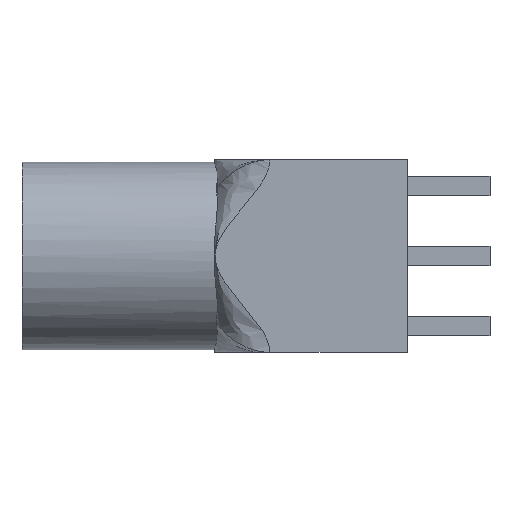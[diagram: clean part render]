
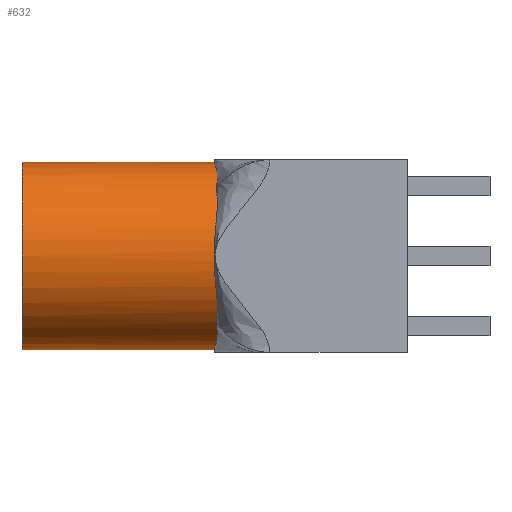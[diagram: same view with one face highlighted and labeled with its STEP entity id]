
A CAD part, left-side view. The second image highlights one B-rep face of the part: STEP entity #632.
In plain terms, the highlighted cylindrical face has radius 3.4 mm (diameter 6.8 mm), a partial arc.
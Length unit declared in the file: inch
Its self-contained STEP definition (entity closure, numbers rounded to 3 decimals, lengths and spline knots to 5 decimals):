
#4 = CARTESIAN_POINT ( 'NONE',  ( -0.13203, 0.27559, -0.02203 ) ) ;
#24 = AXIS2_PLACEMENT_3D ( 'NONE', #2462, #2072, #1058 ) ;
#35 = CARTESIAN_POINT ( 'NONE',  ( -0.02203, 0.27559, 0.13203 ) ) ;
#39 = CARTESIAN_POINT ( 'NONE',  ( 0., 0.55118, -0.13386 ) ) ;
#63 = CARTESIAN_POINT ( 'NONE',  ( -0.12486, 0.2734, -0.04875 ) ) ;
#68 = ORIENTED_EDGE ( 'NONE', *, *, #127, .T. ) ;
#122 = CARTESIAN_POINT ( 'NONE',  ( -0.09465, 0.27305, -0.09465 ) ) ;
#127 = EDGE_CURVE ( 'NONE', #2308, #1948, #418, .T. ) ;
#160 = ORIENTED_EDGE ( 'NONE', *, *, #2108, .T. ) ;
#184 = CARTESIAN_POINT ( 'NONE',  ( -0.09465, 0.27305, 0.09465 ) ) ;
#186 = DIRECTION ( 'NONE',  ( 0., 0., 1. ) ) ;
#210 = DIRECTION ( 'NONE',  ( 0., -1., 0. ) ) ;
#268 = CIRCLE ( 'NONE', #1821, 0.13386 ) ;
#343 = ORIENTED_EDGE ( 'NONE', *, *, #1655, .F. ) ;
#379 = CARTESIAN_POINT ( 'NONE',  ( -0.10406, 0.27208, 0.08449 ) ) ;
#397 = CARTESIAN_POINT ( 'NONE',  ( -0.1292, 0.27478, 0.03567 ) ) ;
#403 = EDGE_CURVE ( 'NONE', #1948, #1833, #820, .T. ) ;
#418 = B_SPLINE_CURVE_WITH_KNOTS ( 'NONE', 3,
 ( #1886, #1279, #886, #2100, #1488, #2298, #494, #2327, #1836, #35 ),
 .UNSPECIFIED., .F., .F.,
 ( 4, 2, 2, 2, 4 ),
 ( 0., 0.00053, 0.00106, 0.00159, 0.00211 ),
 .UNSPECIFIED. ) ;
#443 = EDGE_CURVE ( 'NONE', #2347, #1239, #2545, .T. ) ;
#473 = VERTEX_POINT ( 'NONE', #2328 ) ;
#494 = CARTESIAN_POINT ( 'NONE',  ( -0.04875, 0.2734, 0.12486 ) ) ;
#525 = CARTESIAN_POINT ( 'NONE',  ( -0.02203, 0.27559, -0.13203 ) ) ;
#549 = EDGE_CURVE ( 'NONE', #1239, #2308, #1980, .T. ) ;
#556 = CIRCLE ( 'NONE', #2536, 0.13386 ) ;
#564 = DIRECTION ( 'NONE',  ( 0., 1., 0. ) ) ;
#575 = CARTESIAN_POINT ( 'NONE',  ( 0., 0.55118, 0.13386 ) ) ;
#576 = CARTESIAN_POINT ( 'NONE',  ( -0.1122, 0.2718, 0.07333 ) ) ;
#581 = CARTESIAN_POINT ( 'NONE',  ( -0.13203, 0.27559, -0.02203 ) ) ;
#604 = CARTESIAN_POINT ( 'NONE',  ( 0., 0.55118, 0. ) ) ;
#632 = ADVANCED_FACE ( 'NONE', ( #1804 ), #1828, .T. ) ;
#649 = ORIENTED_EDGE ( 'NONE', *, *, #549, .T. ) ;
#659 = CARTESIAN_POINT ( 'NONE',  ( -0.1222, 0.27274, -0.05507 ) ) ;
#775 = CARTESIAN_POINT ( 'NONE',  ( -0.13088, 0.27559, 0.02891 ) ) ;
#796 = CARTESIAN_POINT ( 'NONE',  ( 0., 0.55118, 0.13386 ) ) ;
#820 = CIRCLE ( 'NONE', #24, 0.13386 ) ;
#821 = LINE ( 'NONE', #2182, #1520 ) ;
#878 = AXIS2_PLACEMENT_3D ( 'NONE', #604, #1416, #1656 ) ;
#886 = CARTESIAN_POINT ( 'NONE',  ( -0.08447, 0.27208, 0.10407 ) ) ;
#1012 = CARTESIAN_POINT ( 'NONE',  ( -0.11226, 0.2718, -0.07324 ) ) ;
#1058 = DIRECTION ( 'NONE',  ( 0., 0., 1. ) ) ;
#1071 = CARTESIAN_POINT ( 'NONE',  ( 0., 0.27559, 0.13386 ) ) ;
#1129 = CARTESIAN_POINT ( 'NONE',  ( -0.08449, 0.27208, -0.10406 ) ) ;
#1147 = ORIENTED_EDGE ( 'NONE', *, *, #1665, .T. ) ;
#1160 = VERTEX_POINT ( 'NONE', #2037 ) ;
#1166 = CARTESIAN_POINT ( 'NONE',  ( -0.09957, 0.27249, 0.08974 ) ) ;
#1169 = CARTESIAN_POINT ( 'NONE',  ( 0., 0.27559, 0. ) ) ;
#1197 = VERTEX_POINT ( 'NONE', #1699 ) ;
#1236 = ORIENTED_EDGE ( 'NONE', *, *, #2274, .T. ) ;
#1239 = VERTEX_POINT ( 'NONE', #1454 ) ;
#1279 = CARTESIAN_POINT ( 'NONE',  ( -0.08974, 0.27249, 0.09957 ) ) ;
#1282 = CARTESIAN_POINT ( 'NONE',  ( -0.09465, 0.27305, 0.09465 ) ) ;
#1322 = ORIENTED_EDGE ( 'NONE', *, *, #443, .T. ) ;
#1416 = DIRECTION ( 'NONE',  ( 0., -1., 0. ) ) ;
#1427 = B_SPLINE_CURVE_WITH_KNOTS ( 'NONE', 3,
 ( #525, #1916, #1726, #2546, #1718, #2130, #1894, #1129, #1929, #122 ),
 .UNSPECIFIED., .F., .F.,
 ( 4, 2, 2, 2, 4 ),
 ( 0., 0.00053, 0.00106, 0.00159, 0.00212 ),
 .UNSPECIFIED. ) ;
#1435 = B_SPLINE_CURVE_WITH_KNOTS ( 'NONE', 3,
 ( #1654, #1465, #2067, #1012, #2466, #659, #63, #1809, #2454, #4 ),
 .UNSPECIFIED., .F., .F.,
 ( 4, 2, 2, 2, 4 ),
 ( 0., 0.00053, 0.00106, 0.00159, 0.00211 ),
 .UNSPECIFIED. ) ;
#1454 = CARTESIAN_POINT ( 'NONE',  ( -0.13203, 0.27559, 0.02203 ) ) ;
#1465 = CARTESIAN_POINT ( 'NONE',  ( -0.09957, 0.27249, -0.08974 ) ) ;
#1488 = CARTESIAN_POINT ( 'NONE',  ( -0.06729, 0.27194, 0.11592 ) ) ;
#1520 = VECTOR ( 'NONE', #2405, 39.37008 ) ;
#1599 = CARTESIAN_POINT ( 'NONE',  ( -0.13203, 0.27559, 0.02203 ) ) ;
#1601 = DIRECTION ( 'NONE',  ( 0., 1., 0. ) ) ;
#1617 = EDGE_CURVE ( 'NONE', #473, #1160, #1427, .T. ) ;
#1654 = CARTESIAN_POINT ( 'NONE',  ( -0.09465, 0.27305, -0.09465 ) ) ;
#1655 = EDGE_CURVE ( 'NONE', #2245, #2185, #268, .T. ) ;
#1656 = DIRECTION ( 'NONE',  ( 0., 0., -1. ) ) ;
#1665 = EDGE_CURVE ( 'NONE', #1197, #473, #556, .T. ) ;
#1674 = ORIENTED_EDGE ( 'NONE', *, *, #403, .T. ) ;
#1699 = CARTESIAN_POINT ( 'NONE',  ( 0., 0.27559, -0.13386 ) ) ;
#1718 = CARTESIAN_POINT ( 'NONE',  ( -0.05506, 0.27274, -0.12221 ) ) ;
#1726 = CARTESIAN_POINT ( 'NONE',  ( -0.03567, 0.27478, -0.1292 ) ) ;
#1787 = CARTESIAN_POINT ( 'NONE',  ( -0.12487, 0.27341, 0.04872 ) ) ;
#1792 = EDGE_LOOP ( 'NONE', ( #2393, #343, #160, #1147, #2329, #1236, #1322, #649, #68, #1674 ) ) ;
#1804 = FACE_OUTER_BOUND ( 'NONE', #1792, .T. ) ;
#1809 = CARTESIAN_POINT ( 'NONE',  ( -0.12921, 0.27478, -0.03565 ) ) ;
#1821 = AXIS2_PLACEMENT_3D ( 'NONE', #2217, #1601, #186 ) ;
#1828 = CYLINDRICAL_SURFACE ( 'NONE', #878, 0.13386 ) ;
#1833 = VERTEX_POINT ( 'NONE', #1071 ) ;
#1836 = CARTESIAN_POINT ( 'NONE',  ( -0.02891, 0.27559, 0.13088 ) ) ;
#1863 = AXIS2_PLACEMENT_3D ( 'NONE', #2127, #1903, #2107 ) ;
#1886 = CARTESIAN_POINT ( 'NONE',  ( -0.09465, 0.27305, 0.09465 ) ) ;
#1894 = CARTESIAN_POINT ( 'NONE',  ( -0.07333, 0.2718, -0.1122 ) ) ;
#1901 = CARTESIAN_POINT ( 'NONE',  ( -0.02203, 0.27559, 0.13203 ) ) ;
#1903 = DIRECTION ( 'NONE',  ( 0., 1., 0. ) ) ;
#1916 = CARTESIAN_POINT ( 'NONE',  ( -0.02891, 0.27559, -0.13088 ) ) ;
#1929 = CARTESIAN_POINT ( 'NONE',  ( -0.08974, 0.27249, -0.09957 ) ) ;
#1948 = VERTEX_POINT ( 'NONE', #1901 ) ;
#1980 = B_SPLINE_CURVE_WITH_KNOTS ( 'NONE', 3,
 ( #1599, #775, #397, #1787, #2176, #2195, #576, #379, #1166, #184 ),
 .UNSPECIFIED., .F., .F.,
 ( 4, 2, 2, 2, 4 ),
 ( 0., 0.00053, 0.00106, 0.00159, 0.00212 ),
 .UNSPECIFIED. ) ;
#2037 = CARTESIAN_POINT ( 'NONE',  ( -0.09465, 0.27305, -0.09465 ) ) ;
#2051 = VECTOR ( 'NONE', #210, 39.37008 ) ;
#2067 = CARTESIAN_POINT ( 'NONE',  ( -0.10407, 0.27208, -0.08447 ) ) ;
#2072 = DIRECTION ( 'NONE',  ( 0., 1., 0. ) ) ;
#2100 = CARTESIAN_POINT ( 'NONE',  ( -0.07324, 0.2718, 0.11226 ) ) ;
#2107 = DIRECTION ( 'NONE',  ( 0., 0., 1. ) ) ;
#2108 = EDGE_CURVE ( 'NONE', #2245, #1197, #821, .T. ) ;
#2127 = CARTESIAN_POINT ( 'NONE',  ( 0., 0.27559, 0. ) ) ;
#2130 = CARTESIAN_POINT ( 'NONE',  ( -0.06737, 0.27194, -0.11588 ) ) ;
#2176 = CARTESIAN_POINT ( 'NONE',  ( -0.12221, 0.27274, 0.05506 ) ) ;
#2182 = CARTESIAN_POINT ( 'NONE',  ( 0., 0.55118, -0.13386 ) ) ;
#2185 = VERTEX_POINT ( 'NONE', #796 ) ;
#2195 = CARTESIAN_POINT ( 'NONE',  ( -0.11588, 0.27194, 0.06737 ) ) ;
#2217 = CARTESIAN_POINT ( 'NONE',  ( 0., 0.55118, 0. ) ) ;
#2245 = VERTEX_POINT ( 'NONE', #39 ) ;
#2274 = EDGE_CURVE ( 'NONE', #1160, #2347, #1435, .T. ) ;
#2298 = CARTESIAN_POINT ( 'NONE',  ( -0.05507, 0.27274, 0.1222 ) ) ;
#2308 = VERTEX_POINT ( 'NONE', #1282 ) ;
#2327 = CARTESIAN_POINT ( 'NONE',  ( -0.03565, 0.27478, 0.12921 ) ) ;
#2328 = CARTESIAN_POINT ( 'NONE',  ( -0.02203, 0.27559, -0.13203 ) ) ;
#2329 = ORIENTED_EDGE ( 'NONE', *, *, #1617, .T. ) ;
#2347 = VERTEX_POINT ( 'NONE', #581 ) ;
#2388 = DIRECTION ( 'NONE',  ( 0., 0., 1. ) ) ;
#2393 = ORIENTED_EDGE ( 'NONE', *, *, #2555, .F. ) ;
#2405 = DIRECTION ( 'NONE',  ( 0., -1., 0. ) ) ;
#2415 = LINE ( 'NONE', #575, #2051 ) ;
#2454 = CARTESIAN_POINT ( 'NONE',  ( -0.13088, 0.27559, -0.02891 ) ) ;
#2462 = CARTESIAN_POINT ( 'NONE',  ( 0., 0.27559, 0. ) ) ;
#2466 = CARTESIAN_POINT ( 'NONE',  ( -0.11592, 0.27194, -0.06729 ) ) ;
#2536 = AXIS2_PLACEMENT_3D ( 'NONE', #1169, #564, #2388 ) ;
#2545 = CIRCLE ( 'NONE', #1863, 0.13386 ) ;
#2546 = CARTESIAN_POINT ( 'NONE',  ( -0.04872, 0.27341, -0.12487 ) ) ;
#2555 = EDGE_CURVE ( 'NONE', #2185, #1833, #2415, .T. ) ;
